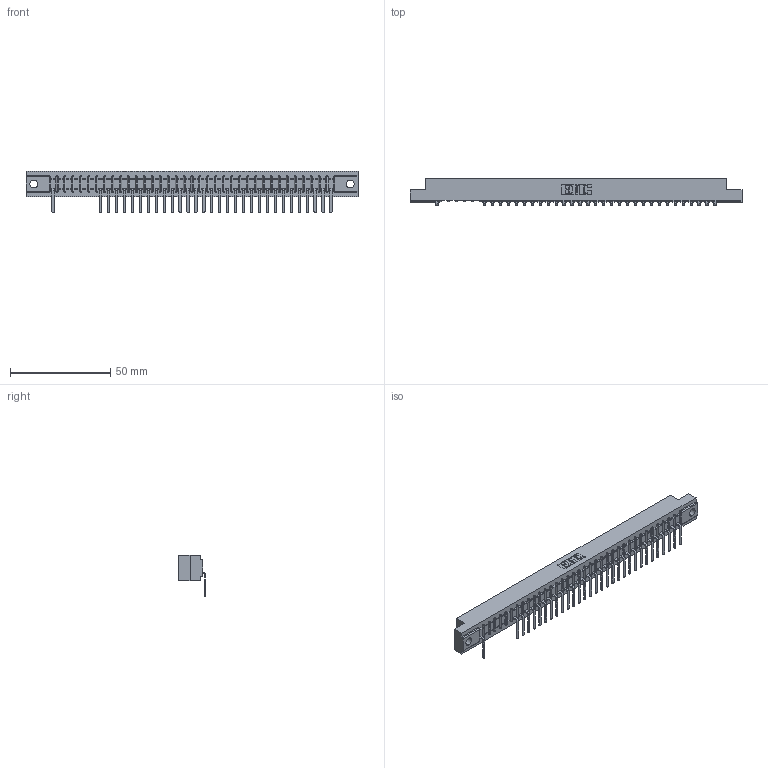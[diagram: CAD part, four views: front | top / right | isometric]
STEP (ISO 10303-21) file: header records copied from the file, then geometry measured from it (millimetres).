
FILE_DESCRIPTION (( 'STEP AP203' ), '1' );
FILE_NAME ('357-036-557-104.STEP', '2018-08-10T06:01:54', ( '' ), ( '' ), 'SwSTEP 2.0', 'SolidWorks 2016', '' );
FILE_SCHEMA (( 'CONFIG_CONTROL_DESIGN' ));
Length unit declared in the file: inch
Products named in the file (3): 307-290-002_557; 357-036-557-104; 307 Part_.156 Dia Mounting Holes
Assembly tree (32 placements, depth 2):
  357-036-557-104
    307 Part_.156 Dia Mounting Holes
    307-290-002_557  x31
Bounding box: 165.66 x 13.32 x 20.66 mm (x, y, z)
Volume: 17515.9 mm3; surface area: 21345.2 mm2
Topology: 32 solids, 32 shells, 2687 faces, 8243 edges, 5394 vertices
Faces by surface type: plane 1601, cylinder 1012, sphere 74
Entity records: 32714 total; most frequent: CARTESIAN_POINT 5545, ORIENTED_EDGE 5538, DIRECTION 5377, EDGE_CURVE 2769, LINE 2125, VECTOR 2125, VERTEX_POINT 1794, AXIS2_PLACEMENT_3D 1626
